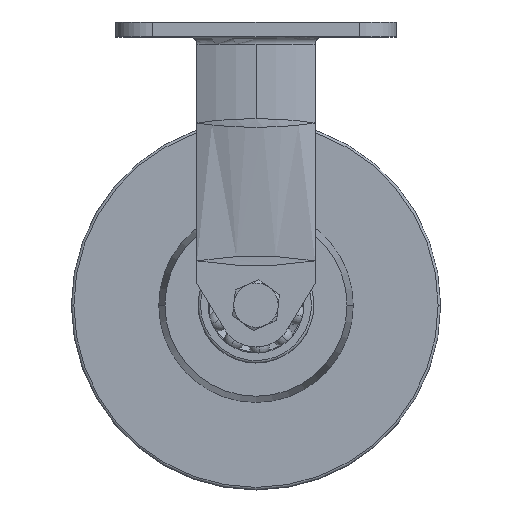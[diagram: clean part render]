
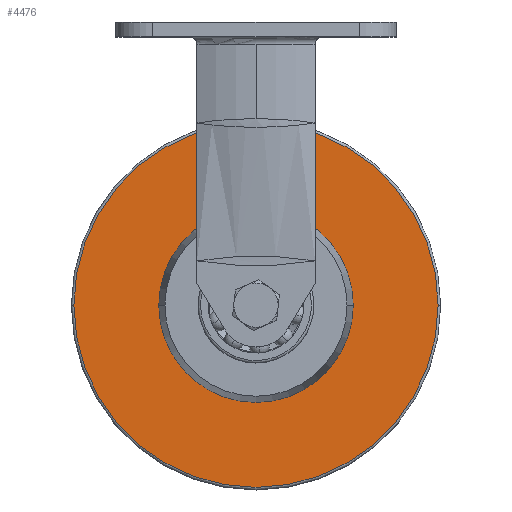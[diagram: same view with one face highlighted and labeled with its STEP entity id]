
A CAD part, top view. The second image highlights one B-rep face of the part: STEP entity #4476.
In plain terms, the highlighted planar face has unit normal (0, 0, 1).
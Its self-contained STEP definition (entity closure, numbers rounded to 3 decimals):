
#71 = ORIENTED_EDGE ( 'NONE', *, *, #14158, .T. ) ;
#640 = EDGE_LOOP ( 'NONE', ( #1140, #2967 ) ) ;
#744 = VERTEX_POINT ( 'NONE', #8724 ) ;
#1140 = ORIENTED_EDGE ( 'NONE', *, *, #12168, .F. ) ;
#1156 = PLANE ( 'NONE',  #2048 ) ;
#2048 = AXIS2_PLACEMENT_3D ( 'NONE', #11869, #14284, #13101 ) ;
#2604 = EDGE_LOOP ( 'NONE', ( #5002, #71 ) ) ;
#2967 = ORIENTED_EDGE ( 'NONE', *, *, #14971, .F. ) ;
#3459 = AXIS2_PLACEMENT_3D ( 'NONE', #4144, #7732, #4246 ) ;
#4144 = CARTESIAN_POINT ( 'NONE',  ( 33.891, -71.236, 17.718 ) ) ;
#4246 = DIRECTION ( 'NONE',  ( -1., 0., 0. ) ) ;
#4343 = CIRCLE ( 'NONE', #3459, 74. ) ;
#4476 = ADVANCED_FACE ( 'NONE', ( #10260, #4873 ), #1156, .F. ) ;
#4873 = FACE_BOUND ( 'NONE', #2604, .T. ) ;
#5002 = ORIENTED_EDGE ( 'NONE', *, *, #15347, .T. ) ;
#5077 = CIRCLE ( 'NONE', #8243, 39.5 ) ;
#5136 = VERTEX_POINT ( 'NONE', #14594 ) ;
#5693 = DIRECTION ( 'NONE',  ( -1., 0., 0. ) ) ;
#5900 = CARTESIAN_POINT ( 'NONE',  ( -5.609, -71.236, 17.718 ) ) ;
#6748 = DIRECTION ( 'NONE',  ( 0., 0., -1. ) ) ;
#7513 = CIRCLE ( 'NONE', #12476, 39.5 ) ;
#7732 = DIRECTION ( 'NONE',  ( 0., 0., -1. ) ) ;
#7919 = AXIS2_PLACEMENT_3D ( 'NONE', #14270, #12995, #8394 ) ;
#8101 = CARTESIAN_POINT ( 'NONE',  ( 33.891, -71.236, 17.718 ) ) ;
#8243 = AXIS2_PLACEMENT_3D ( 'NONE', #9876, #11254, #14768 ) ;
#8394 = DIRECTION ( 'NONE',  ( -1., 0., 0. ) ) ;
#8583 = VERTEX_POINT ( 'NONE', #10907 ) ;
#8724 = CARTESIAN_POINT ( 'NONE',  ( 107.891, -71.236, 17.718 ) ) ;
#9602 = CIRCLE ( 'NONE', #7919, 74. ) ;
#9876 = CARTESIAN_POINT ( 'NONE',  ( 33.891, -71.236, 17.718 ) ) ;
#10260 = FACE_OUTER_BOUND ( 'NONE', #640, .T. ) ;
#10907 = CARTESIAN_POINT ( 'NONE',  ( -40.109, -71.236, 17.718 ) ) ;
#11254 = DIRECTION ( 'NONE',  ( 0., 0., -1. ) ) ;
#11869 = CARTESIAN_POINT ( 'NONE',  ( 33.891, 2.764, 17.718 ) ) ;
#12168 = EDGE_CURVE ( 'NONE', #8583, #744, #9602, .T. ) ;
#12230 = VERTEX_POINT ( 'NONE', #5900 ) ;
#12476 = AXIS2_PLACEMENT_3D ( 'NONE', #8101, #6748, #5693 ) ;
#12995 = DIRECTION ( 'NONE',  ( 0., 0., -1. ) ) ;
#13101 = DIRECTION ( 'NONE',  ( -1., 0., 0. ) ) ;
#14158 = EDGE_CURVE ( 'NONE', #5136, #12230, #7513, .T. ) ;
#14270 = CARTESIAN_POINT ( 'NONE',  ( 33.891, -71.236, 17.718 ) ) ;
#14284 = DIRECTION ( 'NONE',  ( 0., 0., -1. ) ) ;
#14594 = CARTESIAN_POINT ( 'NONE',  ( 73.391, -71.236, 17.718 ) ) ;
#14768 = DIRECTION ( 'NONE',  ( -1., 0., 0. ) ) ;
#14971 = EDGE_CURVE ( 'NONE', #744, #8583, #4343, .T. ) ;
#15347 = EDGE_CURVE ( 'NONE', #12230, #5136, #5077, .T. ) ;
